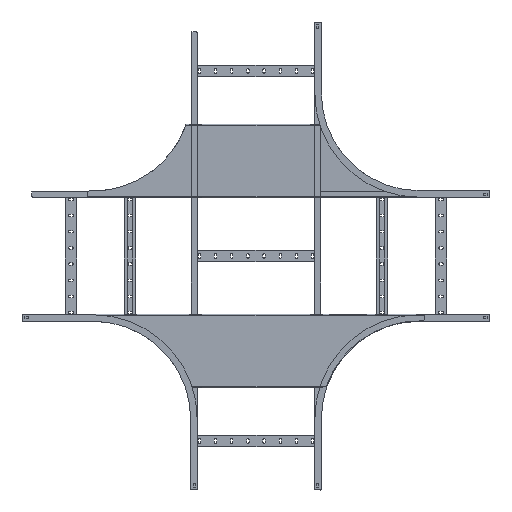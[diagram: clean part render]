
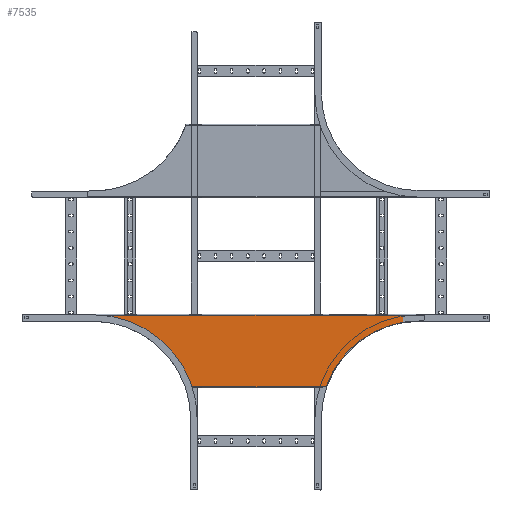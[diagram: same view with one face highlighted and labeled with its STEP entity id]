
A CAD part, top view. The second image highlights one B-rep face of the part: STEP entity #7535.
In plain terms, the highlighted face is planar.
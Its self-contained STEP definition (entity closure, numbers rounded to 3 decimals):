
#232 = EDGE_CURVE ( 'NONE', #7635, #773, #8401, .T. ) ;
#294 = DIRECTION ( 'NONE',  ( 0., -1., 0. ) ) ;
#311 = DIRECTION ( 'NONE',  ( 0., 0., 1. ) ) ;
#361 = CARTESIAN_POINT ( 'NONE',  ( -214.787, -1.2, -173.2 ) ) ;
#369 = EDGE_CURVE ( 'NONE', #6186, #9387, #6766, .T. ) ;
#567 = ORIENTED_EDGE ( 'NONE', *, *, #8599, .F. ) ;
#680 = VERTEX_POINT ( 'NONE', #1205 ) ;
#748 = CARTESIAN_POINT ( 'NONE',  ( -687., -1.2, -393.2 ) ) ;
#773 = VERTEX_POINT ( 'NONE', #5959 ) ;
#830 = LINE ( 'NONE', #3162, #1183 ) ;
#1006 = ORIENTED_EDGE ( 'NONE', *, *, #8142, .F. ) ;
#1015 = CARTESIAN_POINT ( 'NONE',  ( -560., -1.2, -173.2 ) ) ;
#1092 = LINE ( 'NONE', #4988, #8754 ) ;
#1183 = VECTOR ( 'NONE', #1749, 1000. ) ;
#1190 = CIRCLE ( 'NONE', #8245, 301.8 ) ;
#1205 = CARTESIAN_POINT ( 'NONE',  ( 515.4, -1.2, -380. ) ) ;
#1362 = CARTESIAN_POINT ( 'NONE',  ( -499.538, -1.2, -73.2 ) ) ;
#1398 = ORIENTED_EDGE ( 'NONE', *, *, #369, .T. ) ;
#1426 = ORIENTED_EDGE ( 'NONE', *, *, #7740, .F. ) ;
#1544 = VECTOR ( 'NONE', #2698, 1000. ) ;
#1749 = DIRECTION ( 'NONE',  ( 0., 0., -1. ) ) ;
#1950 = ORIENTED_EDGE ( 'NONE', *, *, #6909, .F. ) ;
#2109 = CARTESIAN_POINT ( 'NONE',  ( -515.4, -1.2, -380. ) ) ;
#2130 = CARTESIAN_POINT ( 'NONE',  ( 510.4, -1.2, -375. ) ) ;
#2413 = LINE ( 'NONE', #4715, #7627 ) ;
#2683 = VECTOR ( 'NONE', #5238, 1000. ) ;
#2698 = DIRECTION ( 'NONE',  ( 1., 0., 0. ) ) ;
#2947 = CARTESIAN_POINT ( 'NONE',  ( 515.4, -1.2, -393.2 ) ) ;
#3045 = EDGE_CURVE ( 'NONE', #5462, #7540, #2413, .T. ) ;
#3099 = EDGE_CURVE ( 'NONE', #7635, #7540, #5205, .T. ) ;
#3162 = CARTESIAN_POINT ( 'NONE',  ( 515.4, -1.2, -395.4 ) ) ;
#3199 = CARTESIAN_POINT ( 'NONE',  ( 499.538, -1.2, -375. ) ) ;
#3526 = DIRECTION ( 'NONE',  ( 0., -1., 0. ) ) ;
#3541 = ORIENTED_EDGE ( 'NONE', *, *, #7496, .F. ) ;
#3658 = CARTESIAN_POINT ( 'NONE',  ( -510.4, -1.2, -375. ) ) ;
#4024 = CARTESIAN_POINT ( 'NONE',  ( -510.4, -1.2, -380. ) ) ;
#4038 = VERTEX_POINT ( 'NONE', #2130 ) ;
#4715 = CARTESIAN_POINT ( 'NONE',  ( -515.4, -1.2, -395.4 ) ) ;
#4777 = DIRECTION ( 'NONE',  ( 0., 0., 1. ) ) ;
#4988 = CARTESIAN_POINT ( 'NONE',  ( 499.538, -1.2, -375. ) ) ;
#5205 = CIRCLE ( 'NONE', #6235, 5. ) ;
#5238 = DIRECTION ( 'NONE',  ( -1., 0., 0. ) ) ;
#5300 = EDGE_LOOP ( 'NONE', ( #1006, #6401, #1950, #1426, #1398, #3541, #7167, #9492, #6498, #567 ) ) ;
#5421 = DIRECTION ( 'NONE',  ( 0., -1., 0. ) ) ;
#5462 = VERTEX_POINT ( 'NONE', #8041 ) ;
#5571 = AXIS2_PLACEMENT_3D ( 'NONE', #7326, #5846, #7258 ) ;
#5846 = DIRECTION ( 'NONE',  ( 0., 1., 0. ) ) ;
#5959 = CARTESIAN_POINT ( 'NONE',  ( -499.538, -1.2, -375. ) ) ;
#6062 = LINE ( 'NONE', #748, #2683 ) ;
#6186 = VERTEX_POINT ( 'NONE', #6903 ) ;
#6235 = AXIS2_PLACEMENT_3D ( 'NONE', #4024, #5421, #4777 ) ;
#6401 = ORIENTED_EDGE ( 'NONE', *, *, #9075, .T. ) ;
#6498 = ORIENTED_EDGE ( 'NONE', *, *, #3045, .F. ) ;
#6545 = DIRECTION ( 'NONE',  ( 0., -1., 0. ) ) ;
#6578 = DIRECTION ( 'NONE',  ( 0., 0., 1. ) ) ;
#6760 = AXIS2_PLACEMENT_3D ( 'NONE', #8688, #3526, #8721 ) ;
#6766 = LINE ( 'NONE', #1015, #7696 ) ;
#6819 = DIRECTION ( 'NONE',  ( -1., 0., 0. ) ) ;
#6903 = CARTESIAN_POINT ( 'NONE',  ( 214.787, -1.2, -173.2 ) ) ;
#6909 = EDGE_CURVE ( 'NONE', #7364, #4038, #1092, .T. ) ;
#7048 = AXIS2_PLACEMENT_3D ( 'NONE', #8577, #294, #7765 ) ;
#7167 = ORIENTED_EDGE ( 'NONE', *, *, #232, .F. ) ;
#7258 = DIRECTION ( 'NONE',  ( 0., 0., 1. ) ) ;
#7326 = CARTESIAN_POINT ( 'NONE',  ( -499.538, -1.2, -73.2 ) ) ;
#7364 = VERTEX_POINT ( 'NONE', #3199 ) ;
#7496 = EDGE_CURVE ( 'NONE', #773, #9387, #1190, .T. ) ;
#7535 = ADVANCED_FACE ( 'NONE', ( #8992 ), #9596, .F. ) ;
#7540 = VERTEX_POINT ( 'NONE', #2109 ) ;
#7627 = VECTOR ( 'NONE', #311, 1000. ) ;
#7635 = VERTEX_POINT ( 'NONE', #3658 ) ;
#7696 = VECTOR ( 'NONE', #6819, 1000. ) ;
#7740 = EDGE_CURVE ( 'NONE', #6186, #7364, #8501, .T. ) ;
#7765 = DIRECTION ( 'NONE',  ( 0., 0., -1. ) ) ;
#7770 = CIRCLE ( 'NONE', #6760, 5. ) ;
#8041 = CARTESIAN_POINT ( 'NONE',  ( -515.4, -1.2, -393.2 ) ) ;
#8142 = EDGE_CURVE ( 'NONE', #680, #9174, #830, .T. ) ;
#8245 = AXIS2_PLACEMENT_3D ( 'NONE', #1362, #6545, #6578 ) ;
#8401 = LINE ( 'NONE', #8433, #1544 ) ;
#8433 = CARTESIAN_POINT ( 'NONE',  ( -499.538, -1.2, -375. ) ) ;
#8501 = CIRCLE ( 'NONE', #7048, 301.8 ) ;
#8554 = DIRECTION ( 'NONE',  ( 1., 0., 0. ) ) ;
#8577 = CARTESIAN_POINT ( 'NONE',  ( 499.538, -1.2, -73.2 ) ) ;
#8599 = EDGE_CURVE ( 'NONE', #9174, #5462, #6062, .T. ) ;
#8688 = CARTESIAN_POINT ( 'NONE',  ( 510.4, -1.2, -380. ) ) ;
#8721 = DIRECTION ( 'NONE',  ( 0., 0., 1. ) ) ;
#8754 = VECTOR ( 'NONE', #8554, 1000. ) ;
#8992 = FACE_OUTER_BOUND ( 'NONE', #5300, .T. ) ;
#9075 = EDGE_CURVE ( 'NONE', #680, #4038, #7770, .T. ) ;
#9174 = VERTEX_POINT ( 'NONE', #2947 ) ;
#9387 = VERTEX_POINT ( 'NONE', #361 ) ;
#9492 = ORIENTED_EDGE ( 'NONE', *, *, #3099, .T. ) ;
#9596 = PLANE ( 'NONE',  #5571 ) ;
